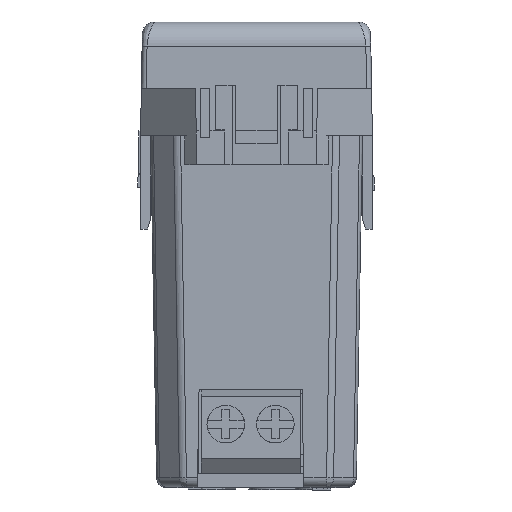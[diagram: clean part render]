
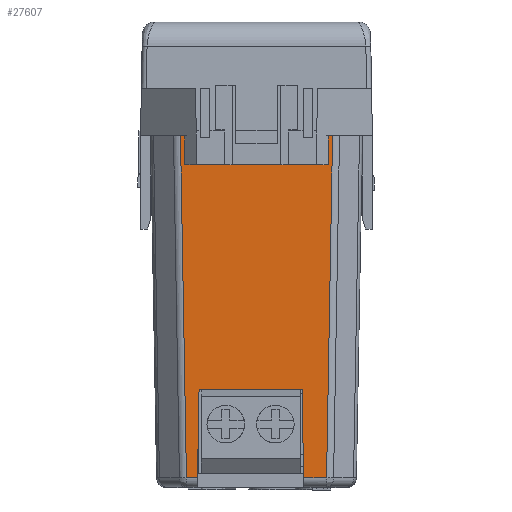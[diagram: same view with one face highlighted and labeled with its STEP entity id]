
A CAD part, front view. The second image highlights one B-rep face of the part: STEP entity #27607.
In plain terms, the highlighted planar face has unit normal (0, -1, -0.018).
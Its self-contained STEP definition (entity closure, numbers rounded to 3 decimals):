
#49 = CARTESIAN_POINT ( 'NONE',  ( -5.956, -19.889, 0.983 ) ) ;
#504 = CARTESIAN_POINT ( 'NONE',  ( 4.756, -19.889, 0.983 ) ) ;
#757 = ORIENTED_EDGE ( 'NONE', *, *, #20559, .T. ) ;
#943 = ORIENTED_EDGE ( 'NONE', *, *, #15770, .T. ) ;
#1944 = CARTESIAN_POINT ( 'NONE',  ( -10.7, -20.044, 9.9 ) ) ;
#3585 = LINE ( 'NONE', #15950, #12759 ) ;
#5028 = VERTEX_POINT ( 'NONE', #6486 ) ;
#5379 = DIRECTION ( 'NONE',  ( 1., 0., 0. ) ) ;
#5499 = CARTESIAN_POINT ( 'NONE',  ( 0., -20.491, 35.5 ) ) ;
#5925 = LINE ( 'NONE', #5499, #23428 ) ;
#6486 = CARTESIAN_POINT ( 'NONE',  ( 4.6, -20.044, 9.9 ) ) ;
#6650 = CARTESIAN_POINT ( 'NONE',  ( 4.6, -20.044, 9.9 ) ) ;
#8274 = VERTEX_POINT ( 'NONE', #23417 ) ;
#8359 = DIRECTION ( 'NONE',  ( 0.017, 0.017, -1. ) ) ;
#8575 = EDGE_CURVE ( 'NONE', #21412, #26240, #24651, .T. ) ;
#9623 = ORIENTED_EDGE ( 'NONE', *, *, #23882, .T. ) ;
#9730 = DIRECTION ( 'NONE',  ( -1., 0., 0. ) ) ;
#10058 = DIRECTION ( 'NONE',  ( 0.017, -0.017, 1. ) ) ;
#10063 = CARTESIAN_POINT ( 'NONE',  ( 7.677, -20.491, 35.5 ) ) ;
#10382 = FACE_OUTER_BOUND ( 'NONE', #14914, .T. ) ;
#10448 = ORIENTED_EDGE ( 'NONE', *, *, #21273, .T. ) ;
#10546 = LINE ( 'NONE', #27017, #20197 ) ;
#11467 = CARTESIAN_POINT ( 'NONE',  ( -10.7, -19.889, 0.983 ) ) ;
#11521 = CARTESIAN_POINT ( 'NONE',  ( -7.073, -19.889, 0.983 ) ) ;
#11596 = CARTESIAN_POINT ( 'NONE',  ( -7.676, -20.491, 35.5 ) ) ;
#12759 = VECTOR ( 'NONE', #10058, 1000. ) ;
#12855 = LINE ( 'NONE', #49, #13753 ) ;
#13432 = LINE ( 'NONE', #11596, #18217 ) ;
#13753 = VECTOR ( 'NONE', #21557, 1000. ) ;
#14474 = DIRECTION ( 'NONE',  ( 1., 0., 0. ) ) ;
#14914 = EDGE_LOOP ( 'NONE', ( #10448, #9623, #943, #27246, #25620, #21348, #20921, #757 ) ) ;
#15770 = EDGE_CURVE ( 'NONE', #22087, #24597, #3585, .T. ) ;
#15950 = CARTESIAN_POINT ( 'NONE',  ( 7.074, -19.889, 0.983 ) ) ;
#16282 = VECTOR ( 'NONE', #18471, 1000. ) ;
#17085 = CARTESIAN_POINT ( 'NONE',  ( -7.676, -20.491, 35.5 ) ) ;
#18194 = VECTOR ( 'NONE', #14474, 1000. ) ;
#18217 = VECTOR ( 'NONE', #19744, 1000. ) ;
#18324 = VERTEX_POINT ( 'NONE', #17085 ) ;
#18471 = DIRECTION ( 'NONE',  ( -1., 0., 0. ) ) ;
#18938 = DIRECTION ( 'NONE',  ( 0., -1., -0.017 ) ) ;
#19217 = PLANE ( 'NONE',  #26589 ) ;
#19500 = DIRECTION ( 'NONE',  ( 0., 0.017, -1. ) ) ;
#19744 = DIRECTION ( 'NONE',  ( 0.017, 0.017, -1. ) ) ;
#20197 = VECTOR ( 'NONE', #5379, 1000. ) ;
#20559 = EDGE_CURVE ( 'NONE', #8274, #5028, #23302, .T. ) ;
#20921 = ORIENTED_EDGE ( 'NONE', *, *, #21285, .T. ) ;
#21028 = EDGE_CURVE ( 'NONE', #18324, #26240, #13432, .T. ) ;
#21192 = CARTESIAN_POINT ( 'NONE',  ( -10.7, -20.5, 36. ) ) ;
#21207 = CARTESIAN_POINT ( 'NONE',  ( 7.074, -19.889, 0.983 ) ) ;
#21273 = EDGE_CURVE ( 'NONE', #5028, #24403, #21691, .T. ) ;
#21285 = EDGE_CURVE ( 'NONE', #21412, #8274, #12855, .T. ) ;
#21348 = ORIENTED_EDGE ( 'NONE', *, *, #8575, .F. ) ;
#21412 = VERTEX_POINT ( 'NONE', #26323 ) ;
#21557 = DIRECTION ( 'NONE',  ( 0.017, -0.017, 1. ) ) ;
#21691 = LINE ( 'NONE', #6650, #24960 ) ;
#22087 = VERTEX_POINT ( 'NONE', #21207 ) ;
#23302 = LINE ( 'NONE', #1944, #18194 ) ;
#23417 = CARTESIAN_POINT ( 'NONE',  ( -5.8, -20.044, 9.9 ) ) ;
#23428 = VECTOR ( 'NONE', #9730, 1000. ) ;
#23882 = EDGE_CURVE ( 'NONE', #24403, #22087, #10546, .T. ) ;
#24403 = VERTEX_POINT ( 'NONE', #504 ) ;
#24597 = VERTEX_POINT ( 'NONE', #10063 ) ;
#24651 = LINE ( 'NONE', #11467, #16282 ) ;
#24960 = VECTOR ( 'NONE', #8359, 1000. ) ;
#25620 = ORIENTED_EDGE ( 'NONE', *, *, #21028, .T. ) ;
#26240 = VERTEX_POINT ( 'NONE', #11521 ) ;
#26323 = CARTESIAN_POINT ( 'NONE',  ( -5.956, -19.889, 0.983 ) ) ;
#26589 = AXIS2_PLACEMENT_3D ( 'NONE', #21192, #18938, #19500 ) ;
#27017 = CARTESIAN_POINT ( 'NONE',  ( -10.7, -19.889, 0.983 ) ) ;
#27023 = EDGE_CURVE ( 'NONE', #24597, #18324, #5925, .T. ) ;
#27246 = ORIENTED_EDGE ( 'NONE', *, *, #27023, .T. ) ;
#27607 = ADVANCED_FACE ( 'NONE', ( #10382 ), #19217, .T. ) ;
